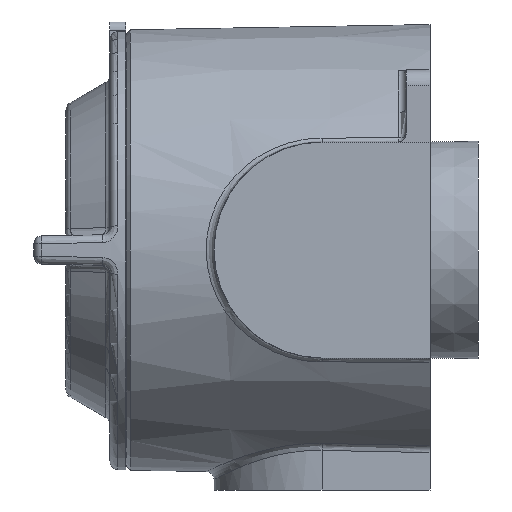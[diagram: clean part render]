
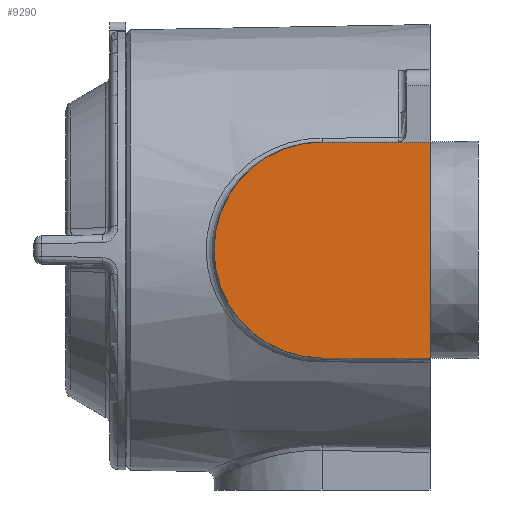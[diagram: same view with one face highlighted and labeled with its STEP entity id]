
A CAD part, left-side view. The second image highlights one B-rep face of the part: STEP entity #9290.
In plain terms, the highlighted planar face has unit normal (-1, 0, 0).
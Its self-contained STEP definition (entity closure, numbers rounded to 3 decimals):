
#351 = CARTESIAN_POINT ( 'NONE',  ( -60., 0., -27. ) ) ;
#629 = LINE ( 'NONE', #3216, #1678 ) ;
#1121 = AXIS2_PLACEMENT_3D ( 'NONE', #12992, #6499, #5550 ) ;
#1326 = CARTESIAN_POINT ( 'NONE',  ( -60., 0., 27. ) ) ;
#1604 = EDGE_CURVE ( 'NONE', #10805, #4165, #629, .T. ) ;
#1678 = VECTOR ( 'NONE', #7498, 1000. ) ;
#2226 = VERTEX_POINT ( 'NONE', #5773 ) ;
#2491 = DIRECTION ( 'NONE',  ( 0., -1., 0. ) ) ;
#2949 = ORIENTED_EDGE ( 'NONE', *, *, #1604, .F. ) ;
#3216 = CARTESIAN_POINT ( 'NONE',  ( -60., 0., 27. ) ) ;
#3233 = EDGE_CURVE ( 'NONE', #4165, #4149, #10903, .T. ) ;
#4091 = FACE_OUTER_BOUND ( 'NONE', #11586, .T. ) ;
#4149 = VERTEX_POINT ( 'NONE', #4840 ) ;
#4165 = VERTEX_POINT ( 'NONE', #11256 ) ;
#4168 = ORIENTED_EDGE ( 'NONE', *, *, #11533, .F. ) ;
#4175 = DIRECTION ( 'NONE',  ( 0., 0., 1. ) ) ;
#4467 = EDGE_CURVE ( 'NONE', #4149, #2226, #7122, .T. ) ;
#4789 = DIRECTION ( 'NONE',  ( 0., 1., 0. ) ) ;
#4840 = CARTESIAN_POINT ( 'NONE',  ( -60., 27., -27. ) ) ;
#5090 = VECTOR ( 'NONE', #4789, 1000. ) ;
#5189 = ORIENTED_EDGE ( 'NONE', *, *, #3233, .F. ) ;
#5342 = CARTESIAN_POINT ( 'NONE',  ( -60., 0., 27. ) ) ;
#5550 = DIRECTION ( 'NONE',  ( 0., 0., 1. ) ) ;
#5708 = AXIS2_PLACEMENT_3D ( 'NONE', #10765, #6421, #4175 ) ;
#5773 = CARTESIAN_POINT ( 'NONE',  ( -60., 27., 27. ) ) ;
#6421 = DIRECTION ( 'NONE',  ( -1., 0., 0. ) ) ;
#6499 = DIRECTION ( 'NONE',  ( 1., 0., 0. ) ) ;
#7122 = CIRCLE ( 'NONE', #1121, 27. ) ;
#7484 = ORIENTED_EDGE ( 'NONE', *, *, #4467, .F. ) ;
#7498 = DIRECTION ( 'NONE',  ( 0., 0., -1. ) ) ;
#9290 = ADVANCED_FACE ( 'NONE', ( #4091 ), #11874, .T. ) ;
#10765 = CARTESIAN_POINT ( 'NONE',  ( -60., 27., 0. ) ) ;
#10805 = VERTEX_POINT ( 'NONE', #5342 ) ;
#10903 = LINE ( 'NONE', #351, #5090 ) ;
#11256 = CARTESIAN_POINT ( 'NONE',  ( -60., 0., -27. ) ) ;
#11533 = EDGE_CURVE ( 'NONE', #2226, #10805, #13502, .T. ) ;
#11586 = EDGE_LOOP ( 'NONE', ( #4168, #7484, #5189, #2949 ) ) ;
#11874 = PLANE ( 'NONE',  #5708 ) ;
#12992 = CARTESIAN_POINT ( 'NONE',  ( -60., 27., 0. ) ) ;
#13502 = LINE ( 'NONE', #1326, #14006 ) ;
#14006 = VECTOR ( 'NONE', #2491, 1000. ) ;
